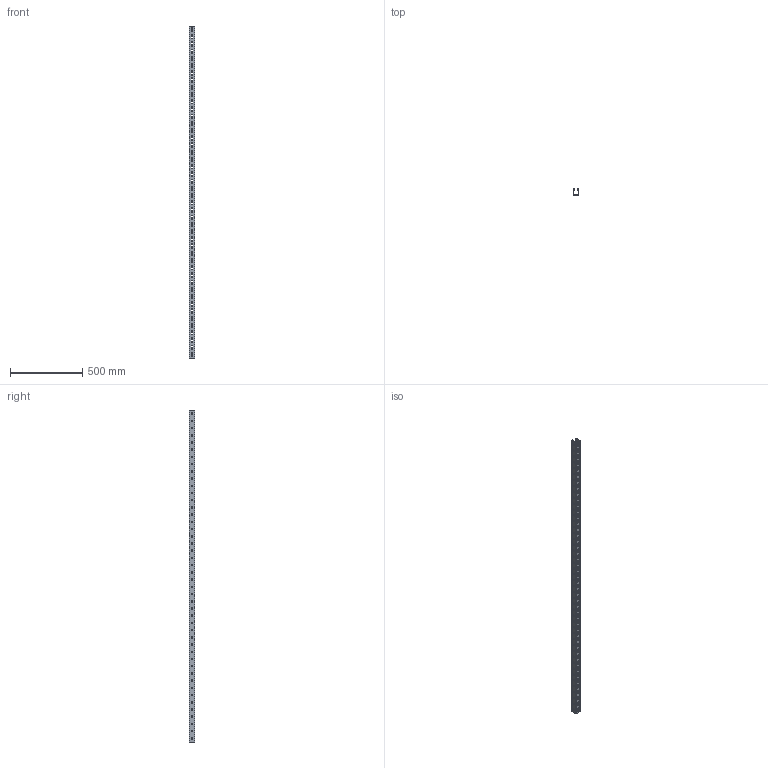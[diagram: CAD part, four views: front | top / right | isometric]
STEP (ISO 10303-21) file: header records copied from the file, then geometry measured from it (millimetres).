
FILE_DESCRIPTION (( 'STEP AP203' ), '1' );
FILE_NAME ('STRUT-镳铘桦黖h41-2300.step', '2022-01-24T12:00:59', ( '' ), ( '' ), 'SwSTEP 2.0', 'SolidWorks 2017', '' );
FILE_SCHEMA (( 'CONFIG_CONTROL_DESIGN' ));
Length unit declared in the file: millimetre
Products named in the file (1): STRUT-镳铘桦黖h41-2300
Bounding box: 41 x 41 x 2300 mm (x, y, z)
Volume: 453800.2 mm3; surface area: 629380.5 mm2
Topology: 1 solids, 1 shells, 2200 faces, 6570 edges, 4372 vertices
Faces by surface type: plane 1918, cylinder 282
Entity records: 73535 total; most frequent: CARTESIAN_POINT 13143, ORIENTED_EDGE 13140, DIRECTION 11536, EDGE_CURVE 6570, VECTOR 6006, LINE 6006, VERTEX_POINT 4372, AXIS2_PLACEMENT_3D 2765
